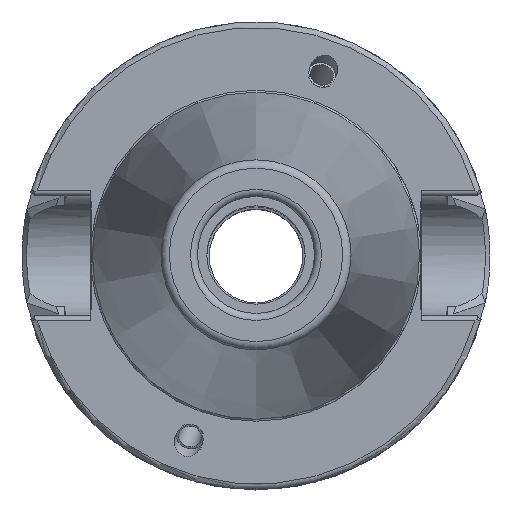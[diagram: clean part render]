
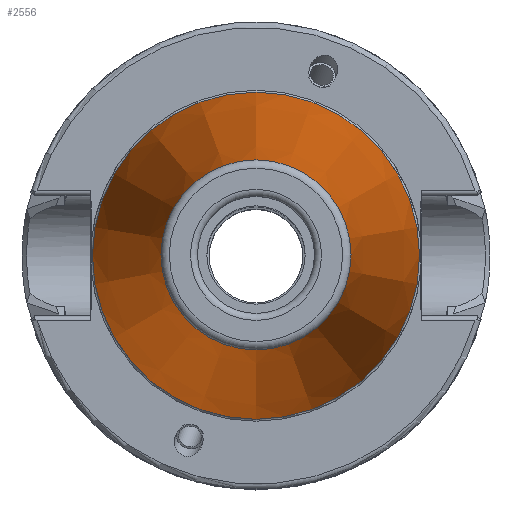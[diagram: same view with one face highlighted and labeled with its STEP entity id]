
A CAD part, top view. The second image highlights one B-rep face of the part: STEP entity #2556.
In plain terms, the highlighted conical face has half-angle 8.297 degrees and reference radius 27.629 mm.
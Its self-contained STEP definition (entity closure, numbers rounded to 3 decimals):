
#67=CONICAL_SURFACE('',#2852,27.629,0.145);
#209=CIRCLE('',#2810,20.304);
#210=CIRCLE('',#2811,20.304);
#233=CIRCLE('',#2851,34.954);
#469=FACE_OUTER_BOUND('',#637,.T.);
#637=EDGE_LOOP('',(#2402,#2403,#2404,#2405,#2406));
#866=LINE('',#5416,#1008);
#1008=VECTOR('',#3542,27.629);
#1240=VERTEX_POINT('',#5343);
#1241=VERTEX_POINT('',#5345);
#1260=VERTEX_POINT('',#5412);
#1609=EDGE_CURVE('',#1240,#1241,#209,.T.);
#1610=EDGE_CURVE('',#1241,#1240,#210,.T.);
#1640=EDGE_CURVE('',#1260,#1260,#233,.T.);
#1642=EDGE_CURVE('',#1241,#1260,#866,.T.);
#2402=ORIENTED_EDGE('',*,*,#1610,.F.);
#2403=ORIENTED_EDGE('',*,*,#1642,.T.);
#2404=ORIENTED_EDGE('',*,*,#1640,.T.);
#2405=ORIENTED_EDGE('',*,*,#1642,.F.);
#2406=ORIENTED_EDGE('',*,*,#1609,.F.);
#2556=ADVANCED_FACE('',(#469),#67,.T.);
#2810=AXIS2_PLACEMENT_3D('',#5346,#3448,#3449);
#2811=AXIS2_PLACEMENT_3D('',#5347,#3450,#3451);
#2851=AXIS2_PLACEMENT_3D('',#5413,#3537,#3538);
#2852=AXIS2_PLACEMENT_3D('',#5415,#3540,#3541);
#3448=DIRECTION('center_axis',(0.,0.,1.));
#3449=DIRECTION('ref_axis',(1.,0.,0.));
#3450=DIRECTION('center_axis',(0.,0.,1.));
#3451=DIRECTION('ref_axis',(1.,0.,0.));
#3537=DIRECTION('center_axis',(0.,0.,1.));
#3538=DIRECTION('ref_axis',(1.,0.,0.));
#3540=DIRECTION('center_axis',(0.,0.,-1.));
#3541=DIRECTION('ref_axis',(0.,-1.,0.));
#3542=DIRECTION('',(0.,0.144,-0.99));
#5343=CARTESIAN_POINT('',(20.304,0.,100.26));
#5345=CARTESIAN_POINT('',(0.,20.304,100.26));
#5346=CARTESIAN_POINT('Origin',(0.,0.,100.26));
#5347=CARTESIAN_POINT('Origin',(0.,0.,100.26));
#5412=CARTESIAN_POINT('',(0.,34.954,-0.2));
#5413=CARTESIAN_POINT('Origin',(0.,0.,-0.2));
#5415=CARTESIAN_POINT('Origin',(0.,0.,50.03));
#5416=CARTESIAN_POINT('',(0.,27.629,50.03));
